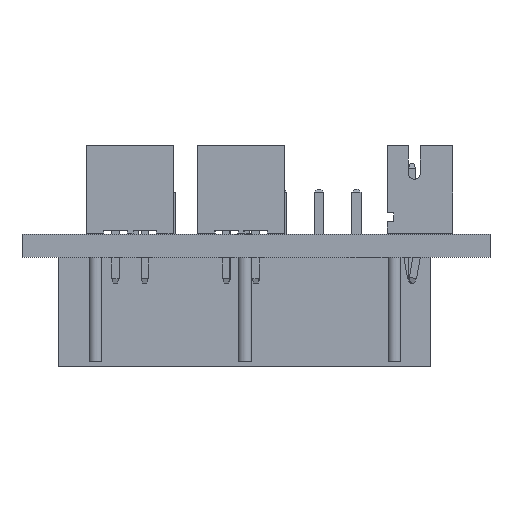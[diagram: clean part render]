
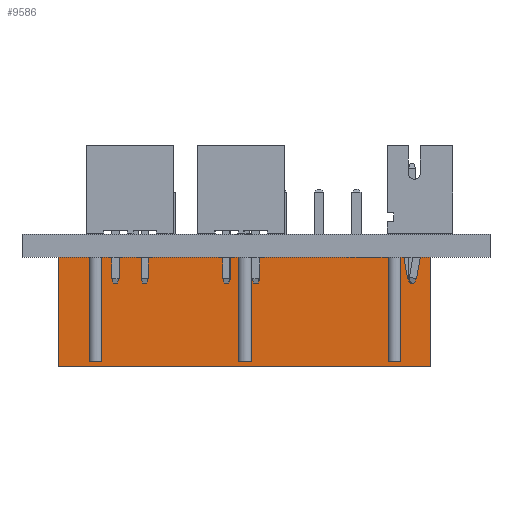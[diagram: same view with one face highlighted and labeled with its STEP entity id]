
A CAD part, front view. The second image highlights one B-rep face of the part: STEP entity #9586.
In plain terms, the highlighted face is planar.
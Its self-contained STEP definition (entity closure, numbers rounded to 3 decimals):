
#8612 = EDGE_CURVE('',#8613,#8615,#8617,.T.);
#8613 = VERTEX_POINT('',#8614);
#8614 = CARTESIAN_POINT('',(5.695,5.1,0.25));
#8615 = VERTEX_POINT('',#8616);
#8616 = CARTESIAN_POINT('',(5.695,5.1,9.1));
#8617 = LINE('',#8618,#8619);
#8618 = CARTESIAN_POINT('',(5.695,5.1,0.25));
#8619 = VECTOR('',#8620,1.);
#8620 = DIRECTION('',(0.,0.,1.));
#8677 = VERTEX_POINT('',#8678);
#8678 = CARTESIAN_POINT('',(5.695,-20.34,9.1));
#8684 = EDGE_CURVE('',#8677,#8615,#8685,.T.);
#8685 = LINE('',#8686,#8687);
#8686 = CARTESIAN_POINT('',(5.695,-20.34,9.1));
#8687 = VECTOR('',#8688,1.);
#8688 = DIRECTION('',(0.,1.,0.));
#8885 = VERTEX_POINT('',#8886);
#8886 = CARTESIAN_POINT('',(5.695,-20.34,0.25));
#8892 = EDGE_CURVE('',#8885,#8677,#8893,.T.);
#8893 = LINE('',#8894,#8895);
#8894 = CARTESIAN_POINT('',(5.695,-20.34,0.25));
#8895 = VECTOR('',#8896,1.);
#8896 = DIRECTION('',(0.,0.,1.));
#8932 = EDGE_CURVE('',#8933,#8613,#8935,.T.);
#8933 = VERTEX_POINT('',#8934);
#8934 = CARTESIAN_POINT('',(5.695,3.033,0.25));
#8935 = LINE('',#8936,#8937);
#8936 = CARTESIAN_POINT('',(5.695,-20.34,0.25));
#8937 = VECTOR('',#8938,1.);
#8938 = DIRECTION('',(0.,1.,0.));
#8950 = VERTEX_POINT('',#8951);
#8951 = CARTESIAN_POINT('',(5.695,2.167,0.25));
#8958 = EDGE_CURVE('',#8959,#8950,#8961,.T.);
#8959 = VERTEX_POINT('',#8960);
#8960 = CARTESIAN_POINT('',(5.695,-7.187,0.25));
#8961 = LINE('',#8962,#8963);
#8962 = CARTESIAN_POINT('',(5.695,-20.34,0.25));
#8963 = VECTOR('',#8964,1.);
#8964 = DIRECTION('',(0.,1.,0.));
#8976 = VERTEX_POINT('',#8977);
#8977 = CARTESIAN_POINT('',(5.695,-8.053,0.25));
#8984 = EDGE_CURVE('',#8985,#8976,#8987,.T.);
#8985 = VERTEX_POINT('',#8986);
#8986 = CARTESIAN_POINT('',(5.695,-17.407,0.25));
#8987 = LINE('',#8988,#8989);
#8988 = CARTESIAN_POINT('',(5.695,-20.34,0.25));
#8989 = VECTOR('',#8990,1.);
#8990 = DIRECTION('',(0.,1.,0.));
#9002 = VERTEX_POINT('',#9003);
#9003 = CARTESIAN_POINT('',(5.695,-18.273,0.25));
#9010 = EDGE_CURVE('',#8885,#9002,#9011,.T.);
#9011 = LINE('',#9012,#9013);
#9012 = CARTESIAN_POINT('',(5.695,-20.34,0.25));
#9013 = VECTOR('',#9014,1.);
#9014 = DIRECTION('',(0.,1.,0.));
#9586 = ADVANCED_FACE('',(#9587),#9662,.T.);
#9587 = FACE_BOUND('',#9588,.T.);
#9588 = EDGE_LOOP('',(#9589,#9590,#9591,#9599,#9607,#9613,#9614,#9622,
    #9630,#9636,#9637,#9645,#9653,#9659,#9660,#9661));
#9589 = ORIENTED_EDGE('',*,*,#8892,.F.);
#9590 = ORIENTED_EDGE('',*,*,#9010,.T.);
#9591 = ORIENTED_EDGE('',*,*,#9592,.F.);
#9592 = EDGE_CURVE('',#9593,#9002,#9595,.T.);
#9593 = VERTEX_POINT('',#9594);
#9594 = CARTESIAN_POINT('',(5.695,-18.273,8.75));
#9595 = LINE('',#9596,#9597);
#9596 = CARTESIAN_POINT('',(5.695,-18.273,0.25));
#9597 = VECTOR('',#9598,1.);
#9598 = DIRECTION('',(-0.,-0.,-1.));
#9599 = ORIENTED_EDGE('',*,*,#9600,.F.);
#9600 = EDGE_CURVE('',#9601,#9593,#9603,.T.);
#9601 = VERTEX_POINT('',#9602);
#9602 = CARTESIAN_POINT('',(5.695,-17.407,8.75));
#9603 = LINE('',#9604,#9605);
#9604 = CARTESIAN_POINT('',(5.695,-12.73,8.75));
#9605 = VECTOR('',#9606,1.);
#9606 = DIRECTION('',(0.,-1.,0.));
#9607 = ORIENTED_EDGE('',*,*,#9608,.T.);
#9608 = EDGE_CURVE('',#9601,#8985,#9609,.T.);
#9609 = LINE('',#9610,#9611);
#9610 = CARTESIAN_POINT('',(5.695,-17.407,0.25));
#9611 = VECTOR('',#9612,1.);
#9612 = DIRECTION('',(-0.,-0.,-1.));
#9613 = ORIENTED_EDGE('',*,*,#8984,.T.);
#9614 = ORIENTED_EDGE('',*,*,#9615,.F.);
#9615 = EDGE_CURVE('',#9616,#8976,#9618,.T.);
#9616 = VERTEX_POINT('',#9617);
#9617 = CARTESIAN_POINT('',(5.695,-8.053,8.75));
#9618 = LINE('',#9619,#9620);
#9619 = CARTESIAN_POINT('',(5.695,-8.053,0.25));
#9620 = VECTOR('',#9621,1.);
#9621 = DIRECTION('',(-0.,-0.,-1.));
#9622 = ORIENTED_EDGE('',*,*,#9623,.F.);
#9623 = EDGE_CURVE('',#9624,#9616,#9626,.T.);
#9624 = VERTEX_POINT('',#9625);
#9625 = CARTESIAN_POINT('',(5.695,-7.187,8.75));
#9626 = LINE('',#9627,#9628);
#9627 = CARTESIAN_POINT('',(5.695,-7.62,8.75));
#9628 = VECTOR('',#9629,1.);
#9629 = DIRECTION('',(0.,-1.,0.));
#9630 = ORIENTED_EDGE('',*,*,#9631,.T.);
#9631 = EDGE_CURVE('',#9624,#8959,#9632,.T.);
#9632 = LINE('',#9633,#9634);
#9633 = CARTESIAN_POINT('',(5.695,-7.187,0.25));
#9634 = VECTOR('',#9635,1.);
#9635 = DIRECTION('',(-0.,-0.,-1.));
#9636 = ORIENTED_EDGE('',*,*,#8958,.T.);
#9637 = ORIENTED_EDGE('',*,*,#9638,.F.);
#9638 = EDGE_CURVE('',#9639,#8950,#9641,.T.);
#9639 = VERTEX_POINT('',#9640);
#9640 = CARTESIAN_POINT('',(5.695,2.167,8.75));
#9641 = LINE('',#9642,#9643);
#9642 = CARTESIAN_POINT('',(5.695,2.167,0.25));
#9643 = VECTOR('',#9644,1.);
#9644 = DIRECTION('',(-0.,-0.,-1.));
#9645 = ORIENTED_EDGE('',*,*,#9646,.F.);
#9646 = EDGE_CURVE('',#9647,#9639,#9649,.T.);
#9647 = VERTEX_POINT('',#9648);
#9648 = CARTESIAN_POINT('',(5.695,3.033,8.75));
#9649 = LINE('',#9650,#9651);
#9650 = CARTESIAN_POINT('',(5.695,-2.51,8.75));
#9651 = VECTOR('',#9652,1.);
#9652 = DIRECTION('',(0.,-1.,0.));
#9653 = ORIENTED_EDGE('',*,*,#9654,.T.);
#9654 = EDGE_CURVE('',#9647,#8933,#9655,.T.);
#9655 = LINE('',#9656,#9657);
#9656 = CARTESIAN_POINT('',(5.695,3.033,0.25));
#9657 = VECTOR('',#9658,1.);
#9658 = DIRECTION('',(-0.,-0.,-1.));
#9659 = ORIENTED_EDGE('',*,*,#8932,.T.);
#9660 = ORIENTED_EDGE('',*,*,#8612,.T.);
#9661 = ORIENTED_EDGE('',*,*,#8684,.F.);
#9662 = PLANE('',#9663);
#9663 = AXIS2_PLACEMENT_3D('',#9664,#9665,#9666);
#9664 = CARTESIAN_POINT('',(5.695,-7.62,4.675));
#9665 = DIRECTION('',(1.,0.,0.));
#9666 = DIRECTION('',(0.,0.,1.));
